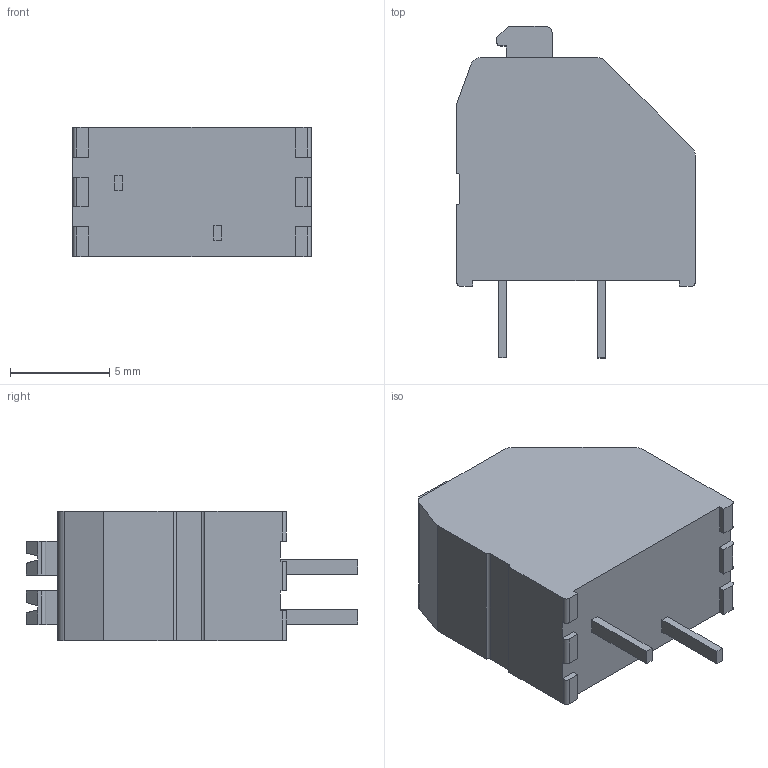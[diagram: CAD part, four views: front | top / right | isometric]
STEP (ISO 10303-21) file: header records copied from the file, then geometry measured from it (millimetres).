
FILE_DESCRIPTION( ( 'STEP AP214' ), '1' );
FILE_NAME( '250-402_000-050.stp', '2021-02-08T12:58:07', ( 'License CC BY-ND 4.0' ), ( 'CADENAS' ), ' ', 'PARTsolutions', ' ' );
FILE_SCHEMA( ( 'AUTOMOTIVE_DESIGN { 1 0 10303 214 1 1 1 1 }' ) );
Length unit declared in the file: millimetre
Products named in the file (1): _250-402/000-050
Bounding box: 12 x 16.7 x 6.5 mm (x, y, z)
Volume: 791.6 mm3; surface area: 600 mm2
Topology: 1 solids, 1 shells, 111 faces, 301 edges, 196 vertices
Faces by surface type: plane 84, cylinder 23, cone 4
Entity records: 4368 total; most frequent: CARTESIAN_POINT 609, ORIENTED_EDGE 602, DIRECTION 586, EDGE_CURVE 301, LINE 240, VECTOR 240, VERTEX_POINT 196, AXIS2_PLACEMENT_3D 173
